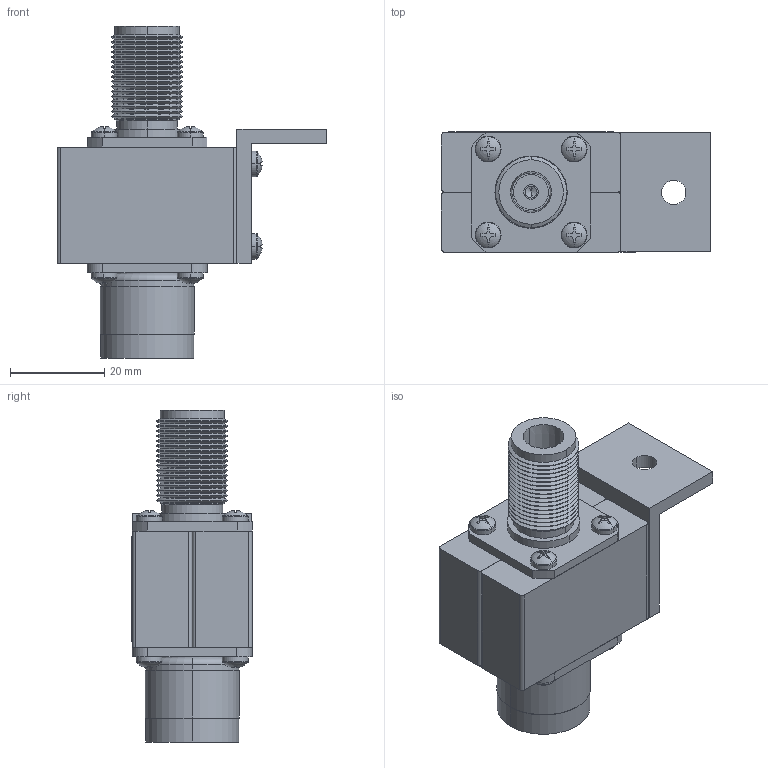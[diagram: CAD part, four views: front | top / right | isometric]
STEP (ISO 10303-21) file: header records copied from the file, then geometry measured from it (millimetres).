
FILE_DESCRIPTION (( 'STEP AP214' ), '1' );
FILE_NAME ('IS-B50LN-C2-ME.STEP', '2019-07-30T21:18:33', ( '' ), ( '' ), 'SwSTEP 2.0', 'SolidWorks 2019', '' );
FILE_SCHEMA (( 'AUTOMOTIVE_DESIGN' ));
Length unit declared in the file: inch
Products named in the file (12): 2011-6101-01; 2012-6100-02; 5210-0018; Solder_2600-166; 1081-0251-05; 9040-0594; 9040-0593; IS-B50LN-C2-ME; 7020-0451; 2012-6100; 5100-0002; 5330-001
Assembly tree (21 placements, depth 4):
  Solder_2600-166
  IS-B50LN-C2-ME
    5210-0018
    5100-0002
    7020-0451
    9040-0594
      5330-001
    9040-0593
      2012-6100-02
        2012-6100
    2011-6101-01
    1081-0251-05  x12
Bounding box: 57.15 x 25.53 x 70.36 mm (x, y, z)
Volume: 31429.2 mm3; surface area: 22105.9 mm2
Topology: 18 solids, 18 shells, 2766 faces, 6744 edges, 4105 vertices
Faces by surface type: plane 1187, cone 700, cylinder 655, bspline 168, torus 54, sphere 2
Entity records: 70803 total; most frequent: CARTESIAN_POINT 18043, ORIENTED_EDGE 8384, DIRECTION 7355, EDGE_CURVE 4192, LINE 3151, VECTOR 3151, VERTEX_POINT 2708, AXIS2_PLACEMENT_3D 2102
